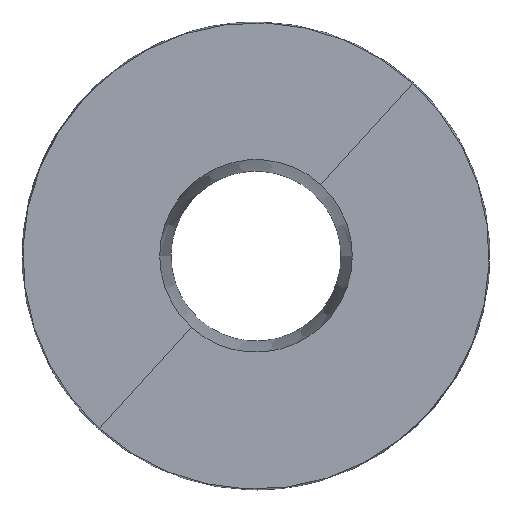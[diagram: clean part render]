
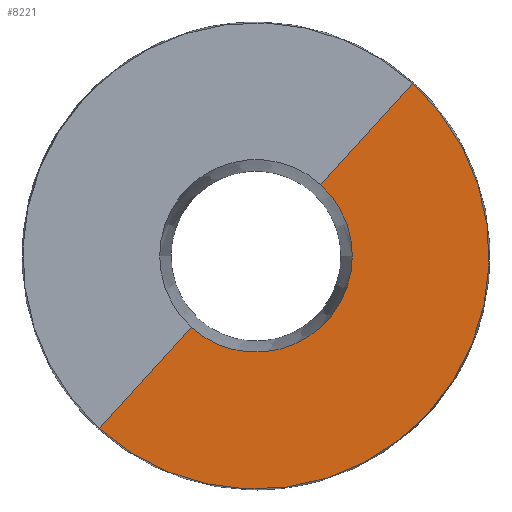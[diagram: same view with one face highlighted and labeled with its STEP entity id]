
A CAD part, top view. The second image highlights one B-rep face of the part: STEP entity #8221.
In plain terms, the highlighted free-form (B-spline) face has degree [1, 3] with [2, 4] control points.
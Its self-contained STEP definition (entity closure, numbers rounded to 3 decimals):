
#40 = EDGE_LOOP ( 'NONE', ( #8310, #9634, #8238, #11789, #5660 ) ) ;
#46 = CIRCLE ( 'NONE', #14101, 20.581 ) ;
#911 = CIRCLE ( 'NONE', #5740, 8.5 ) ;
#946 = CARTESIAN_POINT ( 'NONE',  ( 0., 0., 11.43 ) ) ;
#976 = CARTESIAN_POINT ( 'NONE',  ( -5.714, -6.293, 11.43 ) ) ;
#1074 = DIRECTION ( 'NONE',  ( -0.672, -0.74, 0. ) ) ;
#2357 = AXIS2_PLACEMENT_3D ( 'NONE', #946, #4257, #10612 ) ;
#2767 = EDGE_CURVE ( 'NONE', #9118, #11520, #7184, .T. ) ;
#2927 = CARTESIAN_POINT ( 'NONE',  ( 18.3, -5.135, 11.43 ) ) ;
#3243 = CARTESIAN_POINT ( 'NONE',  ( 0., 0., 11.43 ) ) ;
#3600 = EDGE_CURVE ( 'NONE', #13177, #8120, #46, .T. ) ;
#3860 = CARTESIAN_POINT ( 'NONE',  ( 13.835, 15.237, 11.43 ) ) ;
#4077 = CARTESIAN_POINT ( 'NONE',  ( 16.64, -42.908, 11.43 ) ) ;
#4085 = CARTESIAN_POINT ( 'NONE',  ( -13.835, -15.237, 11.43 ) ) ;
#4155 = CARTESIAN_POINT ( 'NONE',  ( 0., 0., 11.43 ) ) ;
#4257 = DIRECTION ( 'NONE',  ( 0., 0., -1. ) ) ;
#5660 = ORIENTED_EDGE ( 'NONE', *, *, #3600, .T. ) ;
#5740 = AXIS2_PLACEMENT_3D ( 'NONE', #4155, #9566, #6465 ) ;
#5762 = CARTESIAN_POINT ( 'NONE',  ( 8.5, 0., 11.43 ) ) ;
#6159 = CARTESIAN_POINT ( 'NONE',  ( -13.835, -15.237, 11.43 ) ) ;
#6455 = CARTESIAN_POINT ( 'NONE',  ( 13.835, 15.237, 11.43 ) ) ;
#6465 = DIRECTION ( 'NONE',  ( -1., 0., 0. ) ) ;
#6948 = CARTESIAN_POINT ( 'NONE',  ( 13.835, 15.237, 11.43 ) ) ;
#7176 = FACE_OUTER_BOUND ( 'NONE', #40, .T. ) ;
#7184 = CIRCLE ( 'NONE', #2357, 8.5 ) ;
#7241 = CARTESIAN_POINT ( 'NONE',  ( -5.714, -6.293, 11.43 ) ) ;
#7613 = EDGE_CURVE ( 'NONE', #9118, #8120, #8285, .T. ) ;
#7632 = DIRECTION ( 'NONE',  ( 0., 0., 1. ) ) ;
#8120 = VERTEX_POINT ( 'NONE', #3860 ) ;
#8221 = ADVANCED_FACE ( 'NONE', ( #7176 ), #13936, .F. ) ;
#8238 = ORIENTED_EDGE ( 'NONE', *, *, #13163, .T. ) ;
#8285 = B_SPLINE_CURVE_WITH_KNOTS ( 'NONE', 1,
 ( #10408, #6948 ),
 .UNSPECIFIED., .F., .F.,
 ( 2, 2 ),
 ( 0.221, 1. ),
 .UNSPECIFIED. ) ;
#8310 = ORIENTED_EDGE ( 'NONE', *, *, #7613, .F. ) ;
#8394 = CARTESIAN_POINT ( 'NONE',  ( 6.872, -17.721, 11.43 ) ) ;
#8962 = CARTESIAN_POINT ( 'NONE',  ( 5.714, 6.293, 11.43 ) ) ;
#9118 = VERTEX_POINT ( 'NONE', #8962 ) ;
#9401 = CARTESIAN_POINT ( 'NONE',  ( 5.714, 6.293, 11.43 ) ) ;
#9566 = DIRECTION ( 'NONE',  ( 0., 0., -1. ) ) ;
#9634 = ORIENTED_EDGE ( 'NONE', *, *, #2767, .T. ) ;
#9991 = EDGE_CURVE ( 'NONE', #10203, #13177, #12084, .T. ) ;
#10203 = VERTEX_POINT ( 'NONE', #11451 ) ;
#10408 = CARTESIAN_POINT ( 'NONE',  ( 5.714, 6.293, 11.43 ) ) ;
#10612 = DIRECTION ( 'NONE',  ( -1., 0., 0. ) ) ;
#11451 = CARTESIAN_POINT ( 'NONE',  ( -5.714, -6.293, 11.43 ) ) ;
#11520 = VERTEX_POINT ( 'NONE', #5762 ) ;
#11789 = ORIENTED_EDGE ( 'NONE', *, *, #9991, .T. ) ;
#11943 = CARTESIAN_POINT ( 'NONE',  ( -13.835, -15.237, 11.43 ) ) ;
#12084 = B_SPLINE_CURVE_WITH_KNOTS ( 'NONE', 1,
 ( #7241, #6159 ),
 .UNSPECIFIED., .F., .F.,
 ( 2, 2 ),
 ( 0.221, 1. ),
 .UNSPECIFIED. ) ;
#12960 = CARTESIAN_POINT ( 'NONE',  ( 44.31, -12.433, 11.43 ) ) ;
#13163 = EDGE_CURVE ( 'NONE', #11520, #10203, #911, .T. ) ;
#13177 = VERTEX_POINT ( 'NONE', #4085 ) ;
#13936 =( BOUNDED_SURFACE ( )  B_SPLINE_SURFACE ( 1, 3, ( 
 ( #9401, #2927, #8394, #976 ),
 ( #6455, #12960, #4077, #11943 ) ),
 .UNSPECIFIED., .F., .F., .T. ) 
 B_SPLINE_SURFACE_WITH_KNOTS ( ( 2, 2 ),
 ( 4, 4 ),
 ( 0.221, 1. ),
 ( 0., 1. ),
 .UNSPECIFIED. ) 
 GEOMETRIC_REPRESENTATION_ITEM ( )  RATIONAL_B_SPLINE_SURFACE ( (
 ( 1., 0.333, 0.333, 1.),
 ( 1., 0.333, 0.333, 1.) ) ) 
 REPRESENTATION_ITEM ( '' )  SURFACE ( )  );
#14101 = AXIS2_PLACEMENT_3D ( 'NONE', #3243, #7632, #1074 ) ;
